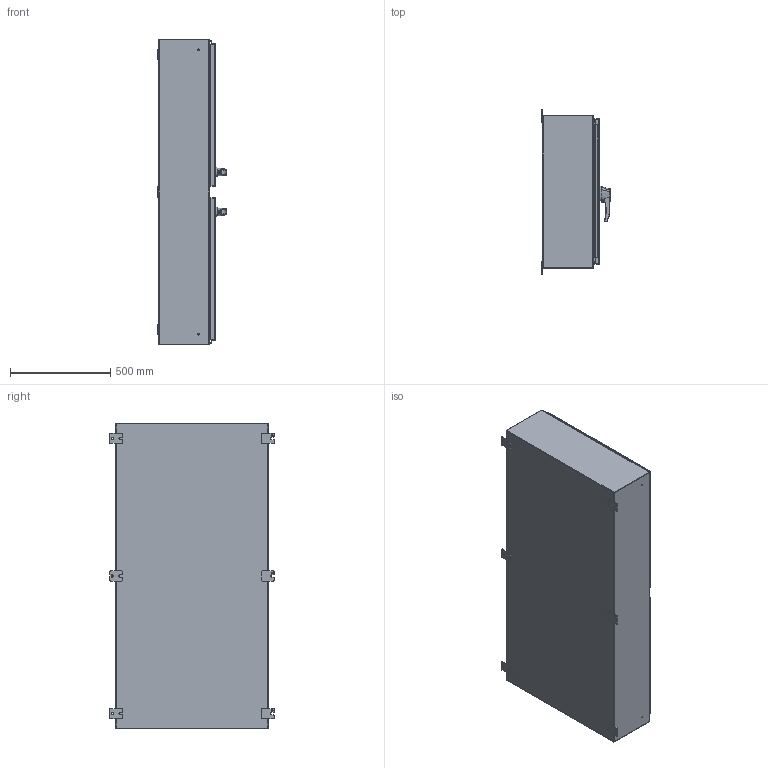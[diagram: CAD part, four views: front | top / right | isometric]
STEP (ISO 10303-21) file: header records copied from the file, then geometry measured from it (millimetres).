
FILE_DESCRIPTION (( 'STEP AP214' ), '1' );
FILE_NAME ('HN4WM306010SS.STEP', '2019-08-28T17:02:31', ( '' ), ( '' ), 'SwSTEP 2.0', 'SolidWorks 2018', '' );
FILE_SCHEMA (( 'AUTOMOTIVE_DESIGN' ));
Length unit declared in the file: inch
Products named in the file (1): HN4WM306010SS
Bounding box: 341 x 819.15 x 1524 mm (x, y, z)
Volume: 13101708.4 mm3; surface area: 10706644.4 mm2
Topology: 99 solids, 101 shells, 2744 faces, 6993 edges, 4496 vertices
Faces by surface type: plane 1299, cylinder 1163, bspline 150, cone 132
Entity records: 132351 total; most frequent: CARTESIAN_POINT 29190, ORIENTED_EDGE 13958, DIRECTION 13665, EDGE_CURVE 6979, AXIS2_PLACEMENT_3D 4911, VERTEX_POINT 4496, LINE 3843, VECTOR 3843
